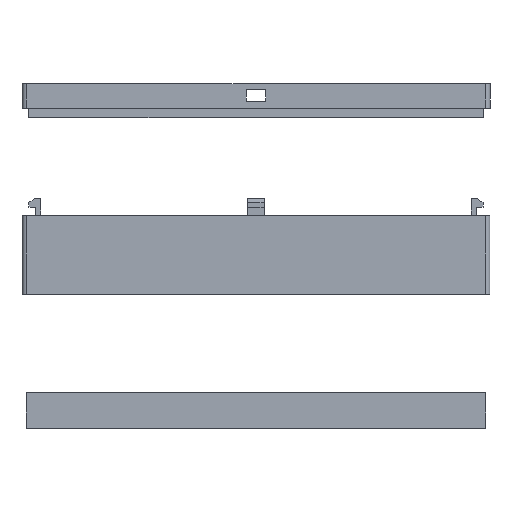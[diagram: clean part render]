
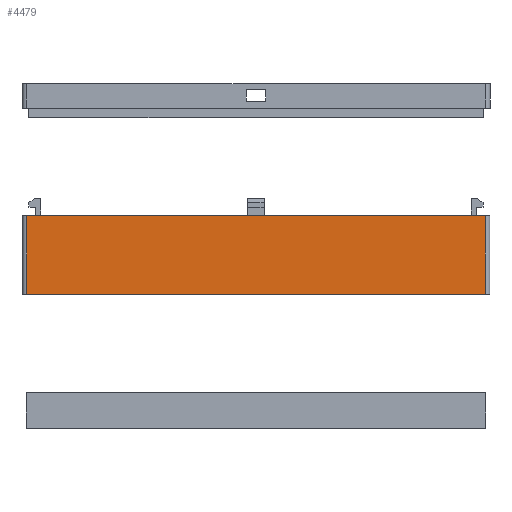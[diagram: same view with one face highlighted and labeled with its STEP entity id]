
A CAD part, front view. The second image highlights one B-rep face of the part: STEP entity #4479.
In plain terms, the highlighted planar face has unit normal (0, -1, 0).
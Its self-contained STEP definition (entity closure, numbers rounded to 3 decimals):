
#283=FACE_OUTER_BOUND('',#521,.T.);
#521=EDGE_LOOP('',(#3020,#3021,#3022,#3023));
#794=LINE('',#5954,#1332);
#796=LINE('',#5960,#1334);
#804=LINE('',#5982,#1342);
#805=LINE('',#5983,#1343);
#1332=VECTOR('',#5006,10.);
#1334=VECTOR('',#5012,10.);
#1342=VECTOR('',#5028,10.);
#1343=VECTOR('',#5029,10.);
#1863=VERTEX_POINT('',#5951);
#1864=VERTEX_POINT('',#5953);
#1866=VERTEX_POINT('',#5959);
#1876=VERTEX_POINT('',#5981);
#2311=EDGE_CURVE('',#1863,#1864,#794,.T.);
#2314=EDGE_CURVE('',#1864,#1866,#796,.T.);
#2325=EDGE_CURVE('',#1876,#1863,#804,.T.);
#2326=EDGE_CURVE('',#1866,#1876,#805,.T.);
#3020=ORIENTED_EDGE('',*,*,#2311,.F.);
#3021=ORIENTED_EDGE('',*,*,#2325,.F.);
#3022=ORIENTED_EDGE('',*,*,#2326,.F.);
#3023=ORIENTED_EDGE('',*,*,#2314,.F.);
#4308=PLANE('',#4763);
#4479=ADVANCED_FACE('',(#283),#4308,.T.);
#4763=AXIS2_PLACEMENT_3D('',#5980,#5026,#5027);
#5006=DIRECTION('',(0.,0.,-1.));
#5012=DIRECTION('',(-1.,0.,0.));
#5026=DIRECTION('center_axis',(0.,-1.,0.));
#5027=DIRECTION('ref_axis',(-1.,0.,0.));
#5028=DIRECTION('',(1.,0.,0.));
#5029=DIRECTION('',(0.,0.,1.));
#5951=CARTESIAN_POINT('',(191.8,-1.8,18.));
#5953=CARTESIAN_POINT('',(191.8,-1.8,-15.));
#5954=CARTESIAN_POINT('',(191.8,-1.8,0.));
#5959=CARTESIAN_POINT('',(0.2,-1.8,-15.));
#5960=CARTESIAN_POINT('',(-1.8,-1.8,-15.));
#5980=CARTESIAN_POINT('Origin',(193.8,-1.8,0.));
#5981=CARTESIAN_POINT('',(0.2,-1.8,18.));
#5982=CARTESIAN_POINT('',(144.9,-1.8,18.));
#5983=CARTESIAN_POINT('',(0.2,-1.8,0.));
